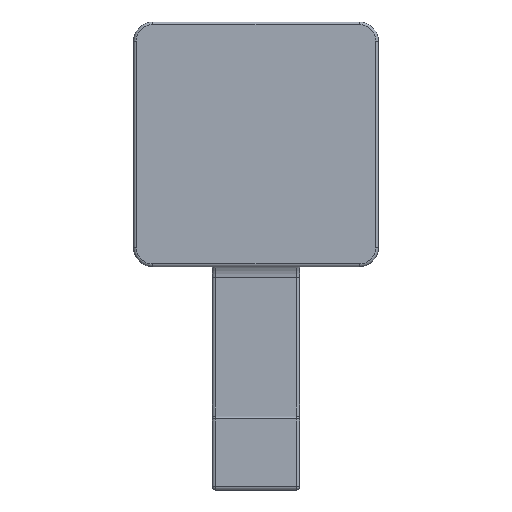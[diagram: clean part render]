
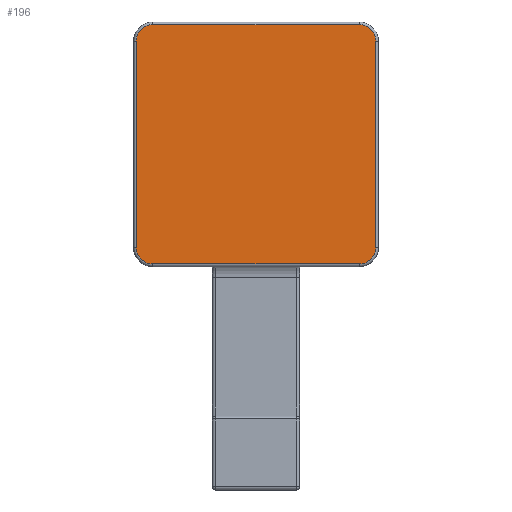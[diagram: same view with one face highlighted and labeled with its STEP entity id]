
A CAD part, top view. The second image highlights one B-rep face of the part: STEP entity #196.
In plain terms, the highlighted planar face has unit normal (0, 0, 1).
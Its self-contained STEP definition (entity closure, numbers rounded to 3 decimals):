
#87 = ORIENTED_EDGE ( 'NONE', *, *, #1784, .T. ) ;
#102 = LINE ( 'NONE', #2068, #871 ) ;
#152 = VERTEX_POINT ( 'NONE', #612 ) ;
#165 = VECTOR ( 'NONE', #515, 1000. ) ;
#173 = CARTESIAN_POINT ( 'NONE',  ( -19., 1.5, 35. ) ) ;
#196 = ADVANCED_FACE ( 'NONE', ( #228 ), #1645, .F. ) ;
#228 = FACE_OUTER_BOUND ( 'NONE', #628, .T. ) ;
#231 = CARTESIAN_POINT ( 'NONE',  ( 19., -1.5, 35. ) ) ;
#269 = DIRECTION ( 'NONE',  ( 0., 0., 1. ) ) ;
#289 = VERTEX_POINT ( 'NONE', #2035 ) ;
#308 = ORIENTED_EDGE ( 'NONE', *, *, #949, .T. ) ;
#395 = EDGE_CURVE ( 'NONE', #1717, #1359, #1913, .T. ) ;
#413 = DIRECTION ( 'NONE',  ( 0., 0., -1. ) ) ;
#419 = CARTESIAN_POINT ( 'NONE',  ( 19., 1.5, 35. ) ) ;
#454 = CARTESIAN_POINT ( 'NONE',  ( -22., 1.5, 35. ) ) ;
#467 = AXIS2_PLACEMENT_3D ( 'NONE', #939, #413, #2186 ) ;
#470 = CARTESIAN_POINT ( 'NONE',  ( 22., 43., 35. ) ) ;
#483 = LINE ( 'NONE', #470, #1262 ) ;
#504 = AXIS2_PLACEMENT_3D ( 'NONE', #419, #269, #2009 ) ;
#515 = DIRECTION ( 'NONE',  ( 1., 0., 0. ) ) ;
#563 = AXIS2_PLACEMENT_3D ( 'NONE', #1592, #2298, #1773 ) ;
#575 = CIRCLE ( 'NONE', #504, 3. ) ;
#612 = CARTESIAN_POINT ( 'NONE',  ( 19., 42.5, 35. ) ) ;
#628 = EDGE_LOOP ( 'NONE', ( #1572, #87, #2301, #1345, #2069, #1904, #308, #1699 ) ) ;
#660 = VERTEX_POINT ( 'NONE', #231 ) ;
#750 = CARTESIAN_POINT ( 'NONE',  ( 22.5, 42.5, 35. ) ) ;
#822 = DIRECTION ( 'NONE',  ( 0., 0., 1. ) ) ;
#871 = VECTOR ( 'NONE', #1057, 1000. ) ;
#903 = AXIS2_PLACEMENT_3D ( 'NONE', #1027, #822, #1741 ) ;
#908 = EDGE_CURVE ( 'NONE', #1288, #289, #2070, .T. ) ;
#910 = VECTOR ( 'NONE', #2175, 1000. ) ;
#938 = LINE ( 'NONE', #750, #910 ) ;
#939 = CARTESIAN_POINT ( 'NONE',  ( 22.5, 43., 35. ) ) ;
#949 = EDGE_CURVE ( 'NONE', #289, #660, #1063, .T. ) ;
#1027 = CARTESIAN_POINT ( 'NONE',  ( -19., 39.5, 35. ) ) ;
#1057 = DIRECTION ( 'NONE',  ( 0., -1., 0. ) ) ;
#1063 = LINE ( 'NONE', #2116, #165 ) ;
#1136 = EDGE_CURVE ( 'NONE', #660, #1581, #575, .T. ) ;
#1173 = CARTESIAN_POINT ( 'NONE',  ( 22., 1.5, 35. ) ) ;
#1198 = DIRECTION ( 'NONE',  ( 0., 1., 0. ) ) ;
#1216 = CARTESIAN_POINT ( 'NONE',  ( -19., 42.5, 35. ) ) ;
#1262 = VECTOR ( 'NONE', #1198, 1000. ) ;
#1288 = VERTEX_POINT ( 'NONE', #454 ) ;
#1293 = AXIS2_PLACEMENT_3D ( 'NONE', #173, #1428, #1788 ) ;
#1298 = EDGE_CURVE ( 'NONE', #1359, #1288, #102, .T. ) ;
#1345 = ORIENTED_EDGE ( 'NONE', *, *, #395, .T. ) ;
#1359 = VERTEX_POINT ( 'NONE', #2295 ) ;
#1421 = VERTEX_POINT ( 'NONE', #1748 ) ;
#1428 = DIRECTION ( 'NONE',  ( 0., 0., 1. ) ) ;
#1445 = EDGE_CURVE ( 'NONE', #152, #1717, #938, .T. ) ;
#1572 = ORIENTED_EDGE ( 'NONE', *, *, #2045, .T. ) ;
#1581 = VERTEX_POINT ( 'NONE', #1173 ) ;
#1592 = CARTESIAN_POINT ( 'NONE',  ( 19., 39.5, 35. ) ) ;
#1645 = PLANE ( 'NONE',  #467 ) ;
#1699 = ORIENTED_EDGE ( 'NONE', *, *, #1136, .T. ) ;
#1717 = VERTEX_POINT ( 'NONE', #1216 ) ;
#1741 = DIRECTION ( 'NONE',  ( 0., 1., 0. ) ) ;
#1748 = CARTESIAN_POINT ( 'NONE',  ( 22., 39.5, 35. ) ) ;
#1773 = DIRECTION ( 'NONE',  ( 0., 1., 0. ) ) ;
#1784 = EDGE_CURVE ( 'NONE', #1421, #152, #2164, .T. ) ;
#1788 = DIRECTION ( 'NONE',  ( 0., 1., 0. ) ) ;
#1904 = ORIENTED_EDGE ( 'NONE', *, *, #908, .T. ) ;
#1913 = CIRCLE ( 'NONE', #903, 3. ) ;
#2009 = DIRECTION ( 'NONE',  ( 0., 1., 0. ) ) ;
#2035 = CARTESIAN_POINT ( 'NONE',  ( -19., -1.5, 35. ) ) ;
#2045 = EDGE_CURVE ( 'NONE', #1581, #1421, #483, .T. ) ;
#2068 = CARTESIAN_POINT ( 'NONE',  ( -22., 1.5, 35. ) ) ;
#2069 = ORIENTED_EDGE ( 'NONE', *, *, #1298, .T. ) ;
#2070 = CIRCLE ( 'NONE', #1293, 3. ) ;
#2116 = CARTESIAN_POINT ( 'NONE',  ( 22.5, -1.5, 35. ) ) ;
#2164 = CIRCLE ( 'NONE', #563, 3. ) ;
#2175 = DIRECTION ( 'NONE',  ( -1., 0., 0. ) ) ;
#2186 = DIRECTION ( 'NONE',  ( 0., 1., 0. ) ) ;
#2295 = CARTESIAN_POINT ( 'NONE',  ( -22., 39.5, 35. ) ) ;
#2298 = DIRECTION ( 'NONE',  ( 0., 0., 1. ) ) ;
#2301 = ORIENTED_EDGE ( 'NONE', *, *, #1445, .T. ) ;
